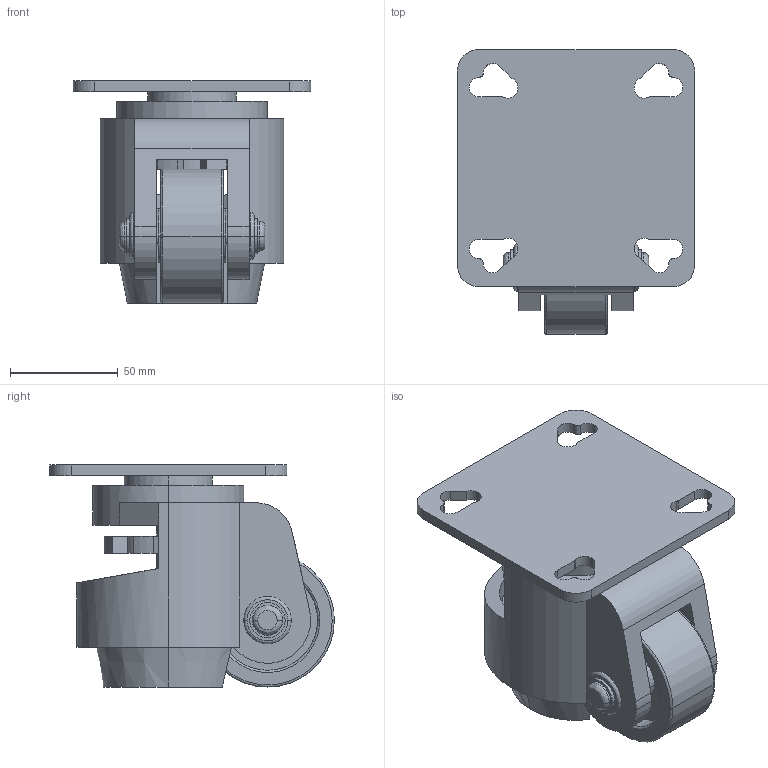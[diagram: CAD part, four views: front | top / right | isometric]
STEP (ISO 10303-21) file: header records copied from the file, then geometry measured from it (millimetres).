
FILE_DESCRIPTION (( 'STEP AP203' ), '1' );
FILE_NAME ('098LF062AF110110.STEP', '2020-03-16T07:40:36', ( '' ), ( '' ), 'SwSTEP 2.0', 'SolidWorks 2019', '' );
FILE_SCHEMA (( 'CONFIG_CONTROL_DESIGN' ));
Length unit declared in the file: millimetre
Products named in the file (1): 098LF062AF110110
Bounding box: 110 x 132 x 103 mm (x, y, z)
Volume: 467193.8 mm3; surface area: 108890.1 mm2
Topology: 1 solids, 1 shells, 196 faces, 537 edges, 354 vertices
Faces by surface type: cylinder 107, plane 70, bspline 16, cone 3
Entity records: 7055 total; most frequent: CARTESIAN_POINT 1836, DIRECTION 1124, ORIENTED_EDGE 1074, EDGE_CURVE 537, AXIS2_PLACEMENT_3D 428, VERTEX_POINT 354, LINE 268, VECTOR 268
